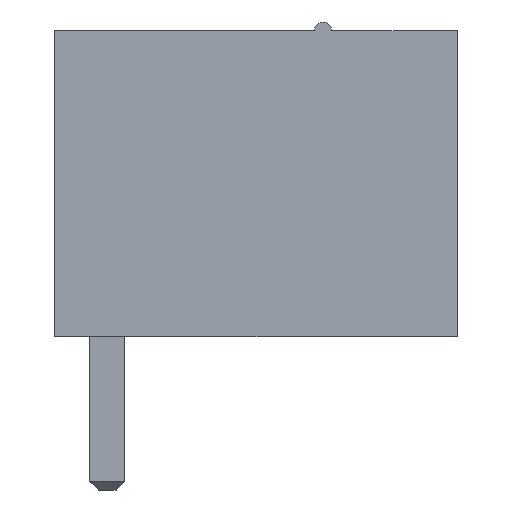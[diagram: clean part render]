
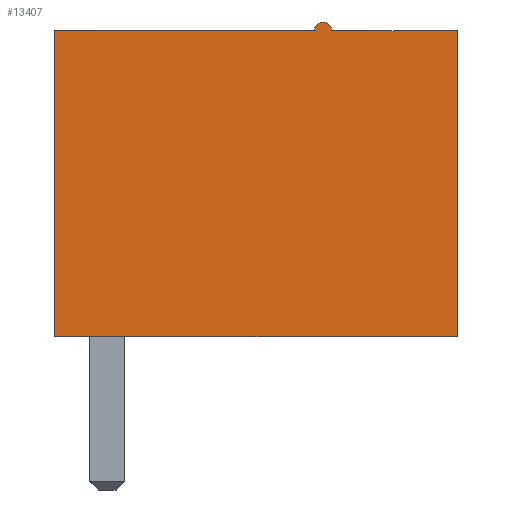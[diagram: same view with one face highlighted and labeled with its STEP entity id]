
A CAD part, left-side view. The second image highlights one B-rep face of the part: STEP entity #13407.
In plain terms, the highlighted planar face has unit normal (-1, 0, 0).
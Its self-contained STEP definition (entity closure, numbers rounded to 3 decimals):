
#1203 = DIRECTION ( 'NONE',  ( 0., -1., 0. ) ) ;
#1281 = VERTEX_POINT ( 'NONE', #22937 ) ;
#1468 = EDGE_CURVE ( 'NONE', #1281, #21598, #9277, .T. ) ;
#1696 = DIRECTION ( 'NONE',  ( 0., -1., 0. ) ) ;
#2004 = ORIENTED_EDGE ( 'NONE', *, *, #1468, .T. ) ;
#2610 = EDGE_CURVE ( 'NONE', #26316, #31092, #21694, .T. ) ;
#3247 = DIRECTION ( 'NONE',  ( 0., 0., -1. ) ) ;
#3674 = CARTESIAN_POINT ( 'NONE',  ( -21.4, 1.251, 7. ) ) ;
#5285 = EDGE_CURVE ( 'NONE', #26316, #21598, #30547, .T. ) ;
#5935 = EDGE_CURVE ( 'NONE', #30163, #28190, #25591, .T. ) ;
#6037 = ORIENTED_EDGE ( 'NONE', *, *, #5935, .F. ) ;
#6204 = ORIENTED_EDGE ( 'NONE', *, *, #2610, .T. ) ;
#6672 = ORIENTED_EDGE ( 'NONE', *, *, #23458, .T. ) ;
#7225 = LINE ( 'NONE', #13746, #10398 ) ;
#8682 = DIRECTION ( 'NONE',  ( 1., 0., 0. ) ) ;
#9245 = AXIS2_PLACEMENT_3D ( 'NONE', #3674, #8682, #26625 ) ;
#9277 = CIRCLE ( 'NONE', #28425, 0.2 ) ;
#10398 = VECTOR ( 'NONE', #1203, 1000. ) ;
#11535 = CARTESIAN_POINT ( 'NONE',  ( -21.4, 1.251, 7. ) ) ;
#11572 = VECTOR ( 'NONE', #22752, 1000. ) ;
#12147 = CARTESIAN_POINT ( 'NONE',  ( -21.4, -4.682, 7. ) ) ;
#13407 = ADVANCED_FACE ( 'NONE', ( #32467 ), #13530, .F. ) ;
#13530 = PLANE ( 'NONE',  #9245 ) ;
#13746 = CARTESIAN_POINT ( 'NONE',  ( -21.4, 1.251, 0. ) ) ;
#14298 = CARTESIAN_POINT ( 'NONE',  ( -21.4, -5.082, 7. ) ) ;
#14566 = CARTESIAN_POINT ( 'NONE',  ( -21.4, 1.251, 7. ) ) ;
#14782 = DIRECTION ( 'NONE',  ( 0., -1., 0. ) ) ;
#16401 = VECTOR ( 'NONE', #1696, 1000. ) ;
#16504 = DIRECTION ( 'NONE',  ( 0., 0., -1. ) ) ;
#17472 = AXIS2_PLACEMENT_3D ( 'NONE', #19166, #26137, #18364 ) ;
#17500 = CARTESIAN_POINT ( 'NONE',  ( -21.4, -7.949, 7. ) ) ;
#18364 = DIRECTION ( 'NONE',  ( 0., 0., -1. ) ) ;
#18632 = EDGE_CURVE ( 'NONE', #26741, #30163, #28507, .T. ) ;
#19166 = CARTESIAN_POINT ( 'NONE',  ( -21.4, -4.882, 7. ) ) ;
#20606 = EDGE_CURVE ( 'NONE', #26741, #1281, #26920, .T. ) ;
#20670 = CARTESIAN_POINT ( 'NONE',  ( -21.4, -7.949, 0. ) ) ;
#21598 = VERTEX_POINT ( 'NONE', #12147 ) ;
#21694 = LINE ( 'NONE', #28047, #11572 ) ;
#22739 = VECTOR ( 'NONE', #16504, 1000. ) ;
#22752 = DIRECTION ( 'NONE',  ( 0., 0., -1. ) ) ;
#22937 = CARTESIAN_POINT ( 'NONE',  ( -21.4, -4.882, 7.2 ) ) ;
#23458 = EDGE_CURVE ( 'NONE', #31092, #28190, #7225, .T. ) ;
#23756 = CARTESIAN_POINT ( 'NONE',  ( -21.4, 1.251, 0. ) ) ;
#24047 = CARTESIAN_POINT ( 'NONE',  ( -21.4, -7.949, 7. ) ) ;
#24088 = ORIENTED_EDGE ( 'NONE', *, *, #5285, .F. ) ;
#24446 = VECTOR ( 'NONE', #14782, 1000. ) ;
#25591 = LINE ( 'NONE', #24047, #22739 ) ;
#26137 = DIRECTION ( 'NONE',  ( -1., 0., 0. ) ) ;
#26152 = EDGE_LOOP ( 'NONE', ( #30300, #26654, #2004, #24088, #6204, #6672, #6037 ) ) ;
#26316 = VERTEX_POINT ( 'NONE', #27429 ) ;
#26534 = DIRECTION ( 'NONE',  ( -1., 0., 0. ) ) ;
#26625 = DIRECTION ( 'NONE',  ( 0., 1., 0. ) ) ;
#26654 = ORIENTED_EDGE ( 'NONE', *, *, #20606, .T. ) ;
#26741 = VERTEX_POINT ( 'NONE', #14298 ) ;
#26920 = CIRCLE ( 'NONE', #17472, 0.2 ) ;
#27429 = CARTESIAN_POINT ( 'NONE',  ( -21.4, 1.251, 7. ) ) ;
#28047 = CARTESIAN_POINT ( 'NONE',  ( -21.4, 1.251, 7. ) ) ;
#28190 = VERTEX_POINT ( 'NONE', #20670 ) ;
#28425 = AXIS2_PLACEMENT_3D ( 'NONE', #31679, #26534, #3247 ) ;
#28507 = LINE ( 'NONE', #11535, #16401 ) ;
#30163 = VERTEX_POINT ( 'NONE', #17500 ) ;
#30300 = ORIENTED_EDGE ( 'NONE', *, *, #18632, .F. ) ;
#30547 = LINE ( 'NONE', #14566, #24446 ) ;
#31092 = VERTEX_POINT ( 'NONE', #23756 ) ;
#31679 = CARTESIAN_POINT ( 'NONE',  ( -21.4, -4.882, 7. ) ) ;
#32467 = FACE_OUTER_BOUND ( 'NONE', #26152, .T. ) ;
